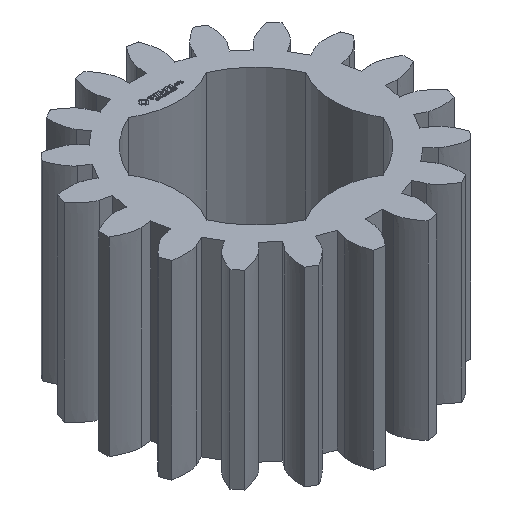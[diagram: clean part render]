
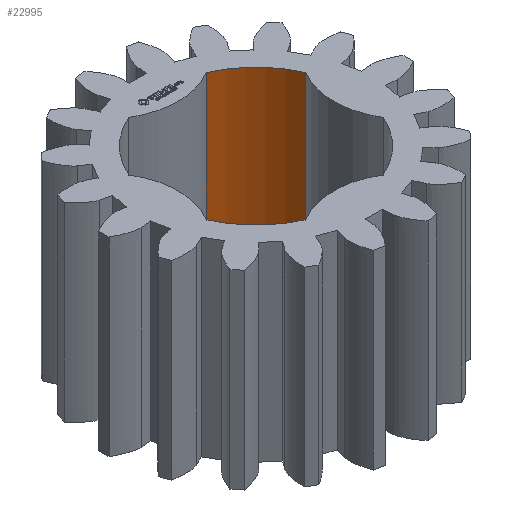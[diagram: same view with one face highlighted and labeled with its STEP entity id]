
A CAD part, isometric view. The second image highlights one B-rep face of the part: STEP entity #22995.
In plain terms, the highlighted cylindrical face has radius 6.35 mm (diameter 12.7 mm), a partial arc.
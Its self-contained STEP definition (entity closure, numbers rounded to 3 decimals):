
#93 = PLANE('',#94);
#94 = AXIS2_PLACEMENT_3D('',#95,#96,#97);
#95 = CARTESIAN_POINT('',(0.,0.,12.5));
#96 = DIRECTION('',(0.,0.,1.));
#97 = DIRECTION('',(1.,0.,0.));
#168 = PLANE('',#169);
#169 = AXIS2_PLACEMENT_3D('',#170,#171,#172);
#170 = CARTESIAN_POINT('',(0.,0.,0.));
#171 = DIRECTION('',(0.,0.,1.));
#172 = DIRECTION('',(1.,0.,0.));
#5390 = VERTEX_POINT('',#5391);
#5391 = CARTESIAN_POINT('',(2.55,5.816,0.));
#5406 = CYLINDRICAL_SURFACE('',#5407,4.9);
#5407 = AXIS2_PLACEMENT_3D('',#5408,#5409,#5410);
#5408 = CARTESIAN_POINT('',(0.,10.,0.));
#5409 = DIRECTION('',(0.,-0.,-1.));
#5410 = DIRECTION('',(0.707,0.707,0.));
#5418 = EDGE_CURVE('',#5419,#5390,#5421,.T.);
#5419 = VERTEX_POINT('',#5420);
#5420 = CARTESIAN_POINT('',(5.816,2.55,0.));
#5421 = SURFACE_CURVE('',#5422,(#5427,#5434),.PCURVE_S1.);
#5422 = CIRCLE('',#5423,6.35);
#5423 = AXIS2_PLACEMENT_3D('',#5424,#5425,#5426);
#5424 = CARTESIAN_POINT('',(0.,0.,0.));
#5425 = DIRECTION('',(0.,-0.,1.));
#5426 = DIRECTION('',(0.707,0.707,0.));
#5427 = PCURVE('',#168,#5428);
#5428 = DEFINITIONAL_REPRESENTATION('',(#5429),#5433);
#5429 = CIRCLE('',#5430,6.35);
#5430 = AXIS2_PLACEMENT_2D('',#5431,#5432);
#5431 = CARTESIAN_POINT('',(0.,0.));
#5432 = DIRECTION('',(0.707,0.707));
#5433 = ( GEOMETRIC_REPRESENTATION_CONTEXT(2) 
PARAMETRIC_REPRESENTATION_CONTEXT() REPRESENTATION_CONTEXT('2D SPACE',''
  ) );
#5434 = PCURVE('',#5435,#5440);
#5435 = CYLINDRICAL_SURFACE('',#5436,6.35);
#5436 = AXIS2_PLACEMENT_3D('',#5437,#5438,#5439);
#5437 = CARTESIAN_POINT('',(0.,0.,0.));
#5438 = DIRECTION('',(0.,-0.,-1.));
#5439 = DIRECTION('',(0.707,0.707,0.));
#5440 = DEFINITIONAL_REPRESENTATION('',(#5441),#5445);
#5441 = LINE('',#5442,#5443);
#5442 = CARTESIAN_POINT('',(-0.,0.));
#5443 = VECTOR('',#5444,1.);
#5444 = DIRECTION('',(-1.,0.));
#5445 = ( GEOMETRIC_REPRESENTATION_CONTEXT(2) 
PARAMETRIC_REPRESENTATION_CONTEXT() REPRESENTATION_CONTEXT('2D SPACE',''
  ) );
#5464 = CYLINDRICAL_SURFACE('',#5465,4.9);
#5465 = AXIS2_PLACEMENT_3D('',#5466,#5467,#5468);
#5466 = CARTESIAN_POINT('',(10.,0.,0.));
#5467 = DIRECTION('',(0.,-0.,-1.));
#5468 = DIRECTION('',(0.707,0.707,0.));
#9194 = VERTEX_POINT('',#9195);
#9195 = CARTESIAN_POINT('',(2.55,5.816,12.5));
#9217 = EDGE_CURVE('',#9218,#9194,#9220,.T.);
#9218 = VERTEX_POINT('',#9219);
#9219 = CARTESIAN_POINT('',(5.816,2.55,12.5));
#9220 = SURFACE_CURVE('',#9221,(#9226,#9233),.PCURVE_S1.);
#9221 = CIRCLE('',#9222,6.35);
#9222 = AXIS2_PLACEMENT_3D('',#9223,#9224,#9225);
#9223 = CARTESIAN_POINT('',(0.,0.,12.5)
  );
#9224 = DIRECTION('',(0.,-0.,1.));
#9225 = DIRECTION('',(0.707,0.707,0.));
#9226 = PCURVE('',#93,#9227);
#9227 = DEFINITIONAL_REPRESENTATION('',(#9228),#9232);
#9228 = CIRCLE('',#9229,6.35);
#9229 = AXIS2_PLACEMENT_2D('',#9230,#9231);
#9230 = CARTESIAN_POINT('',(0.,0.));
#9231 = DIRECTION('',(0.707,0.707));
#9232 = ( GEOMETRIC_REPRESENTATION_CONTEXT(2) 
PARAMETRIC_REPRESENTATION_CONTEXT() REPRESENTATION_CONTEXT('2D SPACE',''
  ) );
#9233 = PCURVE('',#5435,#9234);
#9234 = DEFINITIONAL_REPRESENTATION('',(#9235),#9239);
#9235 = LINE('',#9236,#9237);
#9236 = CARTESIAN_POINT('',(-0.,-12.5));
#9237 = VECTOR('',#9238,1.);
#9238 = DIRECTION('',(-1.,0.));
#9239 = ( GEOMETRIC_REPRESENTATION_CONTEXT(2) 
PARAMETRIC_REPRESENTATION_CONTEXT() REPRESENTATION_CONTEXT('2D SPACE',''
  ) );
#22972 = EDGE_CURVE('',#5419,#9218,#22973,.T.);
#22973 = SURFACE_CURVE('',#22974,(#22978,#22985),.PCURVE_S1.);
#22974 = LINE('',#22975,#22976);
#22975 = CARTESIAN_POINT('',(5.816,2.55,0.));
#22976 = VECTOR('',#22977,1.);
#22977 = DIRECTION('',(0.,0.,1.));
#22978 = PCURVE('',#5464,#22979);
#22979 = DEFINITIONAL_REPRESENTATION('',(#22980),#22984);
#22980 = LINE('',#22981,#22982);
#22981 = CARTESIAN_POINT('',(-1.809,0.));
#22982 = VECTOR('',#22983,1.);
#22983 = DIRECTION('',(-0.,-1.));
#22984 = ( GEOMETRIC_REPRESENTATION_CONTEXT(2) 
PARAMETRIC_REPRESENTATION_CONTEXT() REPRESENTATION_CONTEXT('2D SPACE',''
  ) );
#22985 = PCURVE('',#5435,#22986);
#22986 = DEFINITIONAL_REPRESENTATION('',(#22987),#22991);
#22987 = LINE('',#22988,#22989);
#22988 = CARTESIAN_POINT('',(-5.911,0.));
#22989 = VECTOR('',#22990,1.);
#22990 = DIRECTION('',(-0.,-1.));
#22991 = ( GEOMETRIC_REPRESENTATION_CONTEXT(2) 
PARAMETRIC_REPRESENTATION_CONTEXT() REPRESENTATION_CONTEXT('2D SPACE',''
  ) );
#22995 = ADVANCED_FACE('',(#22996),#5435,.F.);
#22996 = FACE_BOUND('',#22997,.T.);
#22997 = EDGE_LOOP('',(#22998,#22999,#23000,#23021));
#22998 = ORIENTED_EDGE('',*,*,#22972,.T.);
#22999 = ORIENTED_EDGE('',*,*,#9217,.T.);
#23000 = ORIENTED_EDGE('',*,*,#23001,.F.);
#23001 = EDGE_CURVE('',#5390,#9194,#23002,.T.);
#23002 = SURFACE_CURVE('',#23003,(#23007,#23014),.PCURVE_S1.);
#23003 = LINE('',#23004,#23005);
#23004 = CARTESIAN_POINT('',(2.55,5.816,0.));
#23005 = VECTOR('',#23006,1.);
#23006 = DIRECTION('',(0.,0.,1.));
#23007 = PCURVE('',#5435,#23008);
#23008 = DEFINITIONAL_REPRESENTATION('',(#23009),#23013);
#23009 = LINE('',#23010,#23011);
#23010 = CARTESIAN_POINT('',(-6.655,0.));
#23011 = VECTOR('',#23012,1.);
#23012 = DIRECTION('',(-0.,-1.));
#23013 = ( GEOMETRIC_REPRESENTATION_CONTEXT(2) 
PARAMETRIC_REPRESENTATION_CONTEXT() REPRESENTATION_CONTEXT('2D SPACE',''
  ) );
#23014 = PCURVE('',#5406,#23015);
#23015 = DEFINITIONAL_REPRESENTATION('',(#23016),#23020);
#23016 = LINE('',#23017,#23018);
#23017 = CARTESIAN_POINT('',(-4.474,0.));
#23018 = VECTOR('',#23019,1.);
#23019 = DIRECTION('',(-0.,-1.));
#23020 = ( GEOMETRIC_REPRESENTATION_CONTEXT(2) 
PARAMETRIC_REPRESENTATION_CONTEXT() REPRESENTATION_CONTEXT('2D SPACE',''
  ) );
#23021 = ORIENTED_EDGE('',*,*,#5418,.F.);
